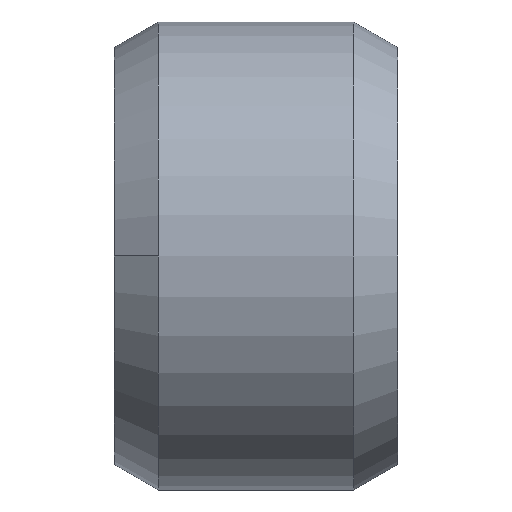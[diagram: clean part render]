
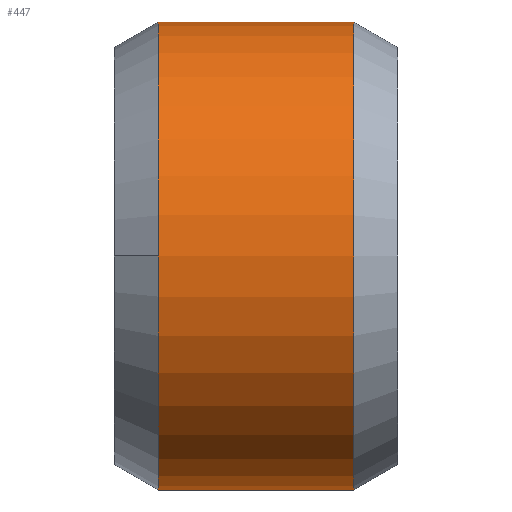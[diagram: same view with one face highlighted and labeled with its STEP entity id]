
A CAD part, left-side view. The second image highlights one B-rep face of the part: STEP entity #447.
In plain terms, the highlighted cylindrical face has radius 16.5 mm (diameter 33 mm), a partial arc.
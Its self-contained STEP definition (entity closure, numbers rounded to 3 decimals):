
#9 = AXIS2_PLACEMENT_3D ( 'NONE', #94, #82, #146 ) ;
#12 = EDGE_CURVE ( 'NONE', #405, #411, #283, .T. ) ;
#14 = AXIS2_PLACEMENT_3D ( 'NONE', #130, #225, #252 ) ;
#26 = EDGE_CURVE ( 'NONE', #405, #406, #263, .T. ) ;
#36 = EDGE_CURVE ( 'NONE', #404, #334, #320, .T. ) ;
#37 = EDGE_CURVE ( 'NONE', #411, #334, #323, .T. ) ;
#38 = EDGE_CURVE ( 'NONE', #406, #404, #327, .T. ) ;
#59 = AXIS2_PLACEMENT_3D ( 'NONE', #81, #102, #120 ) ;
#66 = AXIS2_PLACEMENT_3D ( 'NONE', #193, #200, #195 ) ;
#81 = CARTESIAN_POINT ( 'NONE',  ( 0., 16.882, 0. ) ) ;
#82 = DIRECTION ( 'NONE',  ( 0., -1., 0. ) ) ;
#87 = DIRECTION ( 'NONE',  ( 0., -1., 0. ) ) ;
#88 = CARTESIAN_POINT ( 'NONE',  ( 0., 16.882, -16.5 ) ) ;
#94 = CARTESIAN_POINT ( 'NONE',  ( 0., 3.118, 0. ) ) ;
#102 = DIRECTION ( 'NONE',  ( 0., -1., 0. ) ) ;
#110 = CARTESIAN_POINT ( 'NONE',  ( 0., 16.882, 16.5 ) ) ;
#115 = DIRECTION ( 'NONE',  ( 0., -1., 0. ) ) ;
#118 = CARTESIAN_POINT ( 'NONE',  ( 0., 16.882, -16.5 ) ) ;
#120 = DIRECTION ( 'NONE',  ( 0., 0., -1. ) ) ;
#123 = CARTESIAN_POINT ( 'NONE',  ( 0., 16.882, 16.5 ) ) ;
#130 = CARTESIAN_POINT ( 'NONE',  ( 0., 16.882, 0. ) ) ;
#146 = DIRECTION ( 'NONE',  ( 0., 0., -1. ) ) ;
#193 = CARTESIAN_POINT ( 'NONE',  ( 0., 16.882, 0. ) ) ;
#195 = DIRECTION ( 'NONE',  ( 0., 0., -1. ) ) ;
#200 = DIRECTION ( 'NONE',  ( 0., -1., 0. ) ) ;
#225 = DIRECTION ( 'NONE',  ( 0., -1., 0. ) ) ;
#238 = CARTESIAN_POINT ( 'NONE',  ( -16.5, 16.882, 0. ) ) ;
#241 = CARTESIAN_POINT ( 'NONE',  ( 0., 3.118, 16.5 ) ) ;
#243 = CARTESIAN_POINT ( 'NONE',  ( 0., 3.118, -16.5 ) ) ;
#252 = DIRECTION ( 'NONE',  ( 0., 0., -1. ) ) ;
#262 = VECTOR ( 'NONE', #115, 1000. ) ;
#263 = CIRCLE ( 'NONE', #59, 16.5 ) ;
#272 = VECTOR ( 'NONE', #87, 1000. ) ;
#283 = LINE ( 'NONE', #110, #262 ) ;
#295 = FACE_OUTER_BOUND ( 'NONE', #335, .T. ) ;
#307 = CYLINDRICAL_SURFACE ( 'NONE', #66, 16.5 ) ;
#320 = LINE ( 'NONE', #88, #272 ) ;
#323 = CIRCLE ( 'NONE', #9, 16.5 ) ;
#327 = CIRCLE ( 'NONE', #14, 16.5 ) ;
#334 = VERTEX_POINT ( 'NONE', #243 ) ;
#335 = EDGE_LOOP ( 'NONE', ( #403, #362, #401, #400, #383 ) ) ;
#362 = ORIENTED_EDGE ( 'NONE', *, *, #26, .T. ) ;
#383 = ORIENTED_EDGE ( 'NONE', *, *, #37, .F. ) ;
#400 = ORIENTED_EDGE ( 'NONE', *, *, #36, .T. ) ;
#401 = ORIENTED_EDGE ( 'NONE', *, *, #38, .T. ) ;
#403 = ORIENTED_EDGE ( 'NONE', *, *, #12, .F. ) ;
#404 = VERTEX_POINT ( 'NONE', #118 ) ;
#405 = VERTEX_POINT ( 'NONE', #123 ) ;
#406 = VERTEX_POINT ( 'NONE', #238 ) ;
#411 = VERTEX_POINT ( 'NONE', #241 ) ;
#447 = ADVANCED_FACE ( 'NONE', ( #295 ), #307, .T. ) ;
